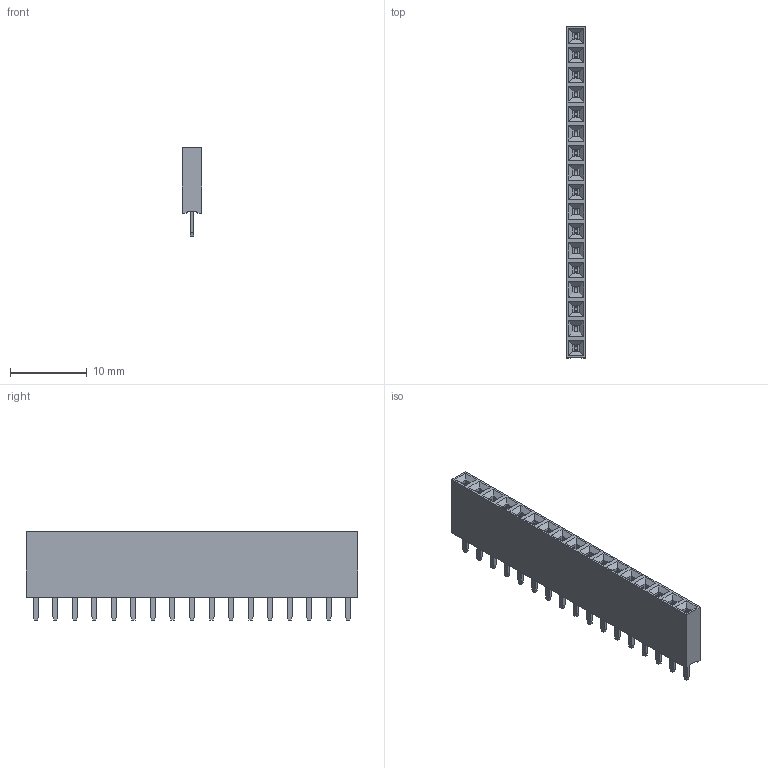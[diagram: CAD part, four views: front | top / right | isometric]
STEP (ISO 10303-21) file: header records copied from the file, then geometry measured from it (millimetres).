
FILE_DESCRIPTION(('FreeCAD Model'),'2;1');
FILE_NAME('Open CASCADE Shape Model','2023-05-12T03:17:13',( 'kicad StepUp'),('ksu MCAD'),'Open CASCADE STEP processor 7.6', 'FreeCAD','Unknown');
FILE_SCHEMA(('AUTOMOTIVE_DESIGN { 1 0 10303 214 1 1 1 1 }'));
Length unit declared in the file: millimetre
Products named in the file (19): Female_Header_1x17_P2.54_H8.5_straight; Pin_One016; Epoxy_Body016; Body165; Body166; Body167; Body168; Body169; Body170; Body171; Body172; Body173; Body162; Body174; Body175; Body176; Body177; Body178; Body179
Assembly tree (18 placements, depth 2):
  Female_Header_1x17_P2.54_H8.5_straight
    Pin_One016
    Epoxy_Body016
    Body165
    Body166
    Body167
    Body168
    Body169
    Body170
    Body171
    Body172
    Body173
    Body162
    Body174
    Body175
    Body176
    Body177
    Body178
    Body179
Bounding box: 2.5 x 43.18 x 11.5 mm (x, y, z)
Volume: 794.1 mm3; surface area: 2320 mm2
Topology: 18 solids, 18 shells, 692 faces, 1934 edges, 1278 vertices
Faces by surface type: plane 503, cylinder 121, bspline 68
Entity records: 22465 total; most frequent: CARTESIAN_POINT 4195, ORIENTED_EDGE 3868, DIRECTION 3428, EDGE_CURVE 1934, LINE 1590, VECTOR 1590, VERTEX_POINT 1278, AXIS2_PLACEMENT_3D 919
